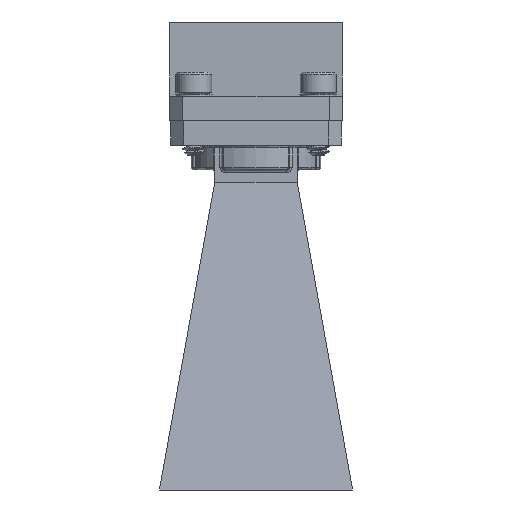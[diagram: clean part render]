
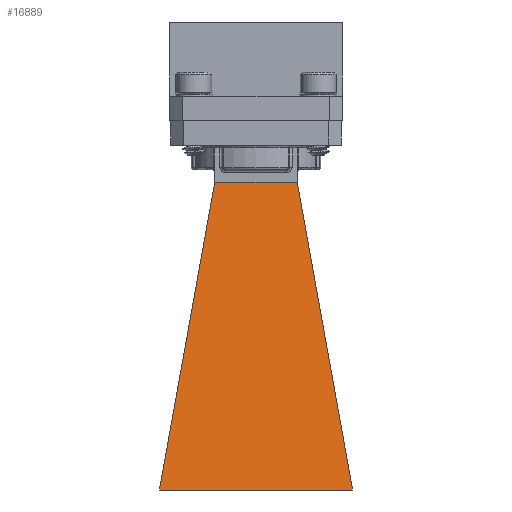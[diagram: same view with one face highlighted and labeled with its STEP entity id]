
A CAD part, front view. The second image highlights one B-rep face of the part: STEP entity #16889.
In plain terms, the highlighted planar face has unit normal (0, -0.988, 0.156).
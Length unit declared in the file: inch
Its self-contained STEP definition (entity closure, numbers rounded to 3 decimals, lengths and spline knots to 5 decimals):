
#213 = VERTEX_POINT ( 'NONE', #19446 ) ;
#226 = EDGE_LOOP ( 'NONE', ( #821, #22386, #21031, #9703 ) ) ;
#821 = ORIENTED_EDGE ( 'NONE', *, *, #17088, .T. ) ;
#1702 = FACE_OUTER_BOUND ( 'NONE', #226, .T. ) ;
#1723 = DIRECTION ( 'NONE',  ( 1., 0., 0. ) ) ;
#3994 = EDGE_CURVE ( 'NONE', #17771, #7452, #20501, .T. ) ;
#4106 = CARTESIAN_POINT ( 'NONE',  ( -0.10567, -0.1895, -0.4755 ) ) ;
#4561 = LINE ( 'NONE', #7182, #17106 ) ;
#4630 = CARTESIAN_POINT ( 'NONE',  ( 0.742, -0.562, -2.84 ) ) ;
#6765 = PLANE ( 'NONE',  #14741 ) ;
#7182 = CARTESIAN_POINT ( 'NONE',  ( 0.742, -0.562, -2.84 ) ) ;
#7452 = VERTEX_POINT ( 'NONE', #4630 ) ;
#9407 = CARTESIAN_POINT ( 'NONE',  ( -0.742, -0.562, -2.84 ) ) ;
#9703 = ORIENTED_EDGE ( 'NONE', *, *, #3994, .T. ) ;
#10294 = CARTESIAN_POINT ( 'NONE',  ( 0., -0.11182, 0.01762 ) ) ;
#11211 = CARTESIAN_POINT ( 'NONE',  ( 0.10567, -0.1895, -0.4755 ) ) ;
#11290 = DIRECTION ( 'NONE',  ( 0.175, 0.153, 0.973 ) ) ;
#11301 = B_SPLINE_CURVE_WITH_KNOTS ( 'NONE', 3,
 ( #18620, #11211, #4106, #15424 ),
 .UNSPECIFIED., .F., .F.,
 ( 4, 4 ),
 ( 0., 1. ),
 .UNSPECIFIED. ) ;
#12183 = DIRECTION ( 'NONE',  ( 0., -0.156, -0.988 ) ) ;
#12371 = EDGE_CURVE ( 'NONE', #213, #21510, #11301, .T. ) ;
#13284 = DIRECTION ( 'NONE',  ( -0.175, 0.153, 0.973 ) ) ;
#14741 = AXIS2_PLACEMENT_3D ( 'NONE', #10294, #23328, #12183 ) ;
#15286 = EDGE_CURVE ( 'NONE', #17771, #21510, #20835, .T. ) ;
#15424 = CARTESIAN_POINT ( 'NONE',  ( -0.317, -0.1895, -0.4755 ) ) ;
#16889 = ADVANCED_FACE ( 'NONE', ( #1702 ), #6765, .T. ) ;
#17088 = EDGE_CURVE ( 'NONE', #7452, #213, #4561, .T. ) ;
#17106 = VECTOR ( 'NONE', #13284, 39.37008 ) ;
#17771 = VERTEX_POINT ( 'NONE', #21275 ) ;
#18620 = CARTESIAN_POINT ( 'NONE',  ( 0.317, -0.1895, -0.4755 ) ) ;
#19349 = VECTOR ( 'NONE', #1723, 39.37008 ) ;
#19446 = CARTESIAN_POINT ( 'NONE',  ( 0.317, -0.1895, -0.4755 ) ) ;
#19970 = VECTOR ( 'NONE', #11290, 39.37008 ) ;
#20242 = CARTESIAN_POINT ( 'NONE',  ( -0.317, -0.1895, -0.4755 ) ) ;
#20255 = CARTESIAN_POINT ( 'NONE',  ( -0.742, -0.562, -2.84 ) ) ;
#20501 = LINE ( 'NONE', #20255, #19349 ) ;
#20835 = LINE ( 'NONE', #9407, #19970 ) ;
#21031 = ORIENTED_EDGE ( 'NONE', *, *, #15286, .F. ) ;
#21275 = CARTESIAN_POINT ( 'NONE',  ( -0.742, -0.562, -2.84 ) ) ;
#21510 = VERTEX_POINT ( 'NONE', #20242 ) ;
#22386 = ORIENTED_EDGE ( 'NONE', *, *, #12371, .T. ) ;
#23328 = DIRECTION ( 'NONE',  ( 0., -0.988, 0.156 ) ) ;
